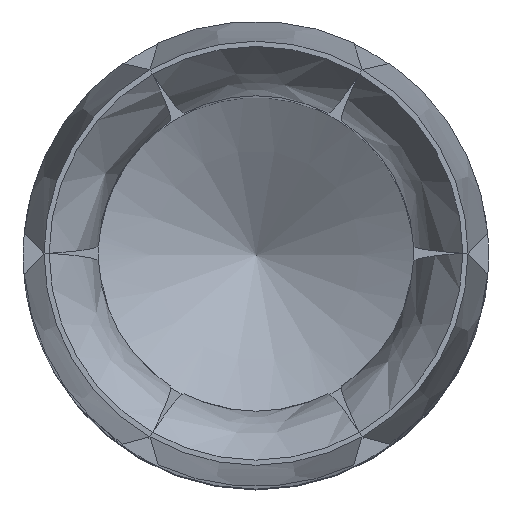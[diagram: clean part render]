
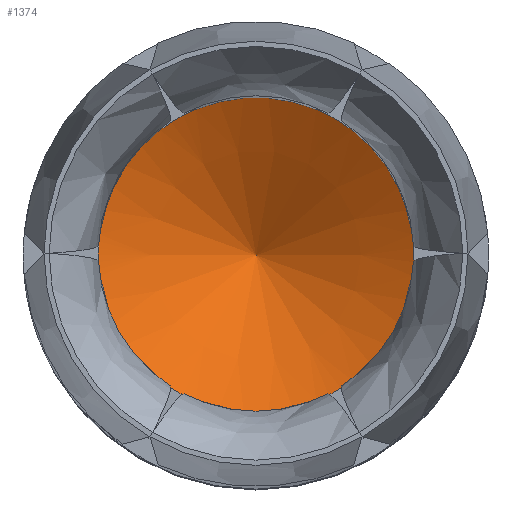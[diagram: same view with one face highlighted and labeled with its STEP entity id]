
A CAD part, top view. The second image highlights one B-rep face of the part: STEP entity #1374.
In plain terms, the highlighted conical face has half-angle 60 degrees and reference radius 0 mm.
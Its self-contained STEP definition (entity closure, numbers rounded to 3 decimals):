
#1321=CONICAL_SURFACE('',#4920,0.,60.);
#1326=VERTEX_LOOP('',#2767);
#1374=ADVANCED_FACE('',(#1546,#1547),#1321,.F.);
#1546=FACE_BOUND('',#1326,.T.);
#1547=FACE_BOUND('',#1640,.T.);
#1640=EDGE_LOOP('',(#2072,#2073,#2074,#2075,#2076,#2077,#2078,#2079,#2080,
#2081,#2082,#2083,#2084));
#2072=ORIENTED_EDGE('',*,*,#3108,.F.);
#2073=ORIENTED_EDGE('',*,*,#3107,.F.);
#2074=ORIENTED_EDGE('',*,*,#3089,.F.);
#2075=ORIENTED_EDGE('',*,*,#3078,.F.);
#2076=ORIENTED_EDGE('',*,*,#3075,.F.);
#2077=ORIENTED_EDGE('',*,*,#3071,.F.);
#2078=ORIENTED_EDGE('',*,*,#3056,.F.);
#2079=ORIENTED_EDGE('',*,*,#3052,.F.);
#2080=ORIENTED_EDGE('',*,*,#3049,.F.);
#2081=ORIENTED_EDGE('',*,*,#3038,.F.);
#2082=ORIENTED_EDGE('',*,*,#3035,.F.);
#2083=ORIENTED_EDGE('',*,*,#3109,.F.);
#2084=ORIENTED_EDGE('',*,*,#3110,.F.);
#2732=VERTEX_POINT('',#6651);
#2733=VERTEX_POINT('',#6653);
#2735=VERTEX_POINT('',#6661);
#2739=VERTEX_POINT('',#6706);
#2740=VERTEX_POINT('',#6712);
#2741=VERTEX_POINT('',#6718);
#2750=VERTEX_POINT('',#6774);
#2751=VERTEX_POINT('',#6780);
#2753=VERTEX_POINT('',#6788);
#2757=VERTEX_POINT('',#6833);
#2759=VERTEX_POINT('',#6841);
#2767=VERTEX_POINT('',#6894);
#2768=VERTEX_POINT('',#6896);
#2769=VERTEX_POINT('',#6898);
#3035=EDGE_CURVE('',#2733,#2732,#3500,.T.);
#3038=EDGE_CURVE('',#2732,#2735,#3501,.T.);
#3049=EDGE_CURVE('',#2735,#2739,#3503,.T.);
#3052=EDGE_CURVE('',#2739,#2740,#3504,.T.);
#3056=EDGE_CURVE('',#2740,#2741,#3505,.T.);
#3071=EDGE_CURVE('',#2741,#2750,#3509,.T.);
#3075=EDGE_CURVE('',#2750,#2751,#3510,.T.);
#3078=EDGE_CURVE('',#2751,#2753,#3511,.T.);
#3089=EDGE_CURVE('',#2753,#2757,#3513,.T.);
#3107=EDGE_CURVE('',#2757,#2759,#3517,.T.);
#3108=EDGE_CURVE('',#2759,#2768,#3518,.T.);
#3109=EDGE_CURVE('',#2769,#2733,#3519,.T.);
#3110=EDGE_CURVE('',#2768,#2769,#3520,.T.);
#3500=CIRCLE('',#4857,1.525);
#3501=CIRCLE('',#4860,1.525);
#3503=CIRCLE('',#4869,1.525);
#3504=CIRCLE('',#4872,1.525);
#3505=CIRCLE('',#4875,1.525);
#3509=CIRCLE('',#4887,1.525);
#3510=CIRCLE('',#4890,1.525);
#3511=CIRCLE('',#4893,1.525);
#3513=CIRCLE('',#4902,1.525);
#3517=CIRCLE('',#4915,1.525);
#3518=CIRCLE('',#4917,1.525);
#3519=CIRCLE('',#4918,1.525);
#3520=CIRCLE('',#4919,1.525);
#4857=AXIS2_PLACEMENT_3D('',#6654,#5395,#5396);
#4860=AXIS2_PLACEMENT_3D('',#6660,#5403,#5404);
#4869=AXIS2_PLACEMENT_3D('',#6705,#5424,#5425);
#4872=AXIS2_PLACEMENT_3D('',#6711,#5432,#5433);
#4875=AXIS2_PLACEMENT_3D('',#6719,#5441,#5442);
#4887=AXIS2_PLACEMENT_3D('',#6773,#5470,#5471);
#4890=AXIS2_PLACEMENT_3D('',#6781,#5479,#5480);
#4893=AXIS2_PLACEMENT_3D('',#6787,#5487,#5488);
#4902=AXIS2_PLACEMENT_3D('',#6832,#5508,#5509);
#4915=AXIS2_PLACEMENT_3D('',#6892,#5542,#5543);
#4917=AXIS2_PLACEMENT_3D('',#6895,#5546,#5547);
#4918=AXIS2_PLACEMENT_3D('',#6897,#5548,#5549);
#4919=AXIS2_PLACEMENT_3D('',#6899,#5550,#5551);
#4920=AXIS2_PLACEMENT_3D('',#6900,#5552,#5553);
#5395=DIRECTION('',(0.,0.,-1.));
#5396=DIRECTION('',(-0.609,0.793,0.));
#5403=DIRECTION('',(0.,0.,-1.));
#5404=DIRECTION('',(-0.382,0.924,0.));
#5424=DIRECTION('',(0.,0.,-1.));
#5425=DIRECTION('',(0.382,0.924,0.));
#5432=DIRECTION('',(0.,0.,-1.));
#5433=DIRECTION('',(0.609,0.793,0.));
#5441=DIRECTION('',(0.,0.,-1.));
#5442=DIRECTION('',(0.991,0.131,0.));
#5470=DIRECTION('',(0.,0.,-1.));
#5471=DIRECTION('',(0.991,-0.131,0.));
#5479=DIRECTION('',(0.,0.,-1.));
#5480=DIRECTION('',(0.609,-0.793,0.));
#5487=DIRECTION('',(0.,0.,-1.));
#5488=DIRECTION('',(0.382,-0.924,0.));
#5508=DIRECTION('',(0.,0.,-1.));
#5509=DIRECTION('',(-0.382,-0.924,0.));
#5542=DIRECTION('',(0.,0.,-1.));
#5543=DIRECTION('',(-0.609,-0.793,0.));
#5546=DIRECTION('',(0.,0.,-1.));
#5547=DIRECTION('',(-0.991,-0.131,0.));
#5548=DIRECTION('',(0.,0.,-1.));
#5549=DIRECTION('',(-0.991,0.131,0.));
#5550=DIRECTION('',(0.,0.,-1.));
#5551=DIRECTION('',(-1.,0.,0.));
#5552=DIRECTION('',(0.,0.,1.));
#5553=DIRECTION('',(-1.,0.,0.));
#6651=CARTESIAN_POINT('',(-0.583,1.409,11.7));
#6653=CARTESIAN_POINT('',(-0.929,1.209,11.7));
#6654=CARTESIAN_POINT('',(0.,0.,11.7));
#6660=CARTESIAN_POINT('',(0.,0.,11.7));
#6661=CARTESIAN_POINT('',(0.583,1.409,11.7));
#6705=CARTESIAN_POINT('',(0.,0.,11.7));
#6706=CARTESIAN_POINT('',(0.929,1.209,11.7));
#6711=CARTESIAN_POINT('',(0.,0.,11.7));
#6712=CARTESIAN_POINT('',(1.512,0.2,11.7));
#6718=CARTESIAN_POINT('',(1.512,-0.2,11.7));
#6719=CARTESIAN_POINT('',(0.,0.,11.7));
#6773=CARTESIAN_POINT('',(0.,0.,11.7));
#6774=CARTESIAN_POINT('',(0.929,-1.209,11.7));
#6780=CARTESIAN_POINT('',(0.583,-1.409,11.7));
#6781=CARTESIAN_POINT('',(0.,0.,11.7));
#6787=CARTESIAN_POINT('',(0.,0.,11.7));
#6788=CARTESIAN_POINT('',(-0.583,-1.409,11.7));
#6832=CARTESIAN_POINT('',(0.,0.,11.7));
#6833=CARTESIAN_POINT('',(-0.929,-1.209,11.7));
#6841=CARTESIAN_POINT('',(-1.512,-0.2,11.7));
#6892=CARTESIAN_POINT('',(0.,0.,11.7));
#6894=CARTESIAN_POINT('',(0.,0.,10.82));
#6895=CARTESIAN_POINT('',(0.,0.,11.7));
#6896=CARTESIAN_POINT('',(-1.525,0.,11.7));
#6897=CARTESIAN_POINT('',(0.,0.,11.7));
#6898=CARTESIAN_POINT('',(-1.512,0.2,11.7));
#6899=CARTESIAN_POINT('',(0.,0.,11.7));
#6900=CARTESIAN_POINT('',(0.,0.,10.82));
